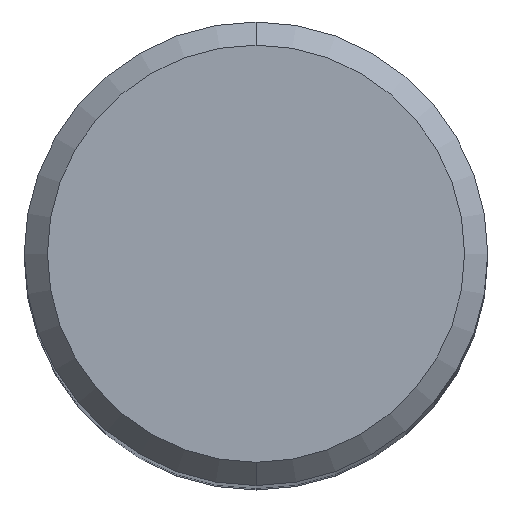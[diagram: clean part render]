
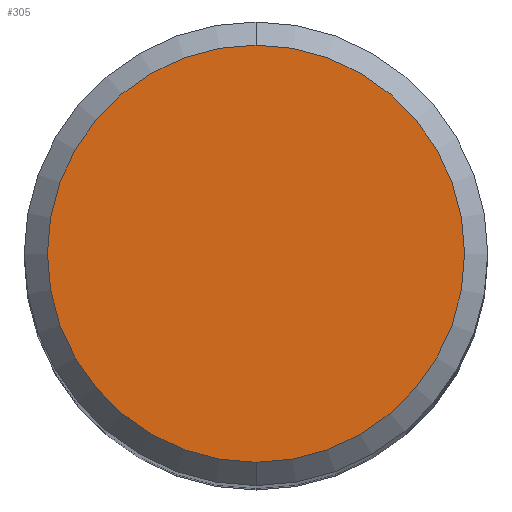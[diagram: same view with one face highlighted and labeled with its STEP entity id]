
A CAD part, top view. The second image highlights one B-rep face of the part: STEP entity #305.
In plain terms, the highlighted planar face has unit normal (0, 0, 1).
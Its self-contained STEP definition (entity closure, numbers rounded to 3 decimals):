
#171=VERTEX_POINT('',#463);
#305=ADVANCED_FACE('',(#611),#612,.T.);
#355=EDGE_CURVE('',#433,#171,#666,.T.);
#387=EDGE_CURVE('',#171,#433,#702,.T.);
#433=VERTEX_POINT('',#752);
#463=CARTESIAN_POINT('',(0.,-5.4,0.0));
#611=FACE_OUTER_BOUND('',#1048,.T.);
#612=PLANE('',#1049);
#666=CIRCLE('',#1218,5.4);
#702=CIRCLE('',#1330,5.4);
#752=CARTESIAN_POINT('',(0.0,5.4,0.0));
#1048=EDGE_LOOP('',(#1605,#1606));
#1049=AXIS2_PLACEMENT_3D('',#1607,#1608,#1609);
#1218=AXIS2_PLACEMENT_3D('',#1665,#1666,#1667);
#1330=AXIS2_PLACEMENT_3D('',#1703,#1704,#1705);
#1605=ORIENTED_EDGE('',*,*,#355,.F.);
#1606=ORIENTED_EDGE('',*,*,#387,.F.);
#1607=CARTESIAN_POINT('',(0.0,2.7,0.0));
#1608=DIRECTION('',(-0.0,0.0,1.0));
#1609=DIRECTION('',(0.0,-1.0,0.0));
#1665=CARTESIAN_POINT('',(0.0,0.0,0.0));
#1666=DIRECTION('',(0.0,0.0,-1.0));
#1667=DIRECTION('',(0.0,1.0,0.0));
#1703=CARTESIAN_POINT('',(0.0,0.0,0.0));
#1704=DIRECTION('',(0.0,0.0,-1.0));
#1705=DIRECTION('',(0.0,1.0,0.0));
